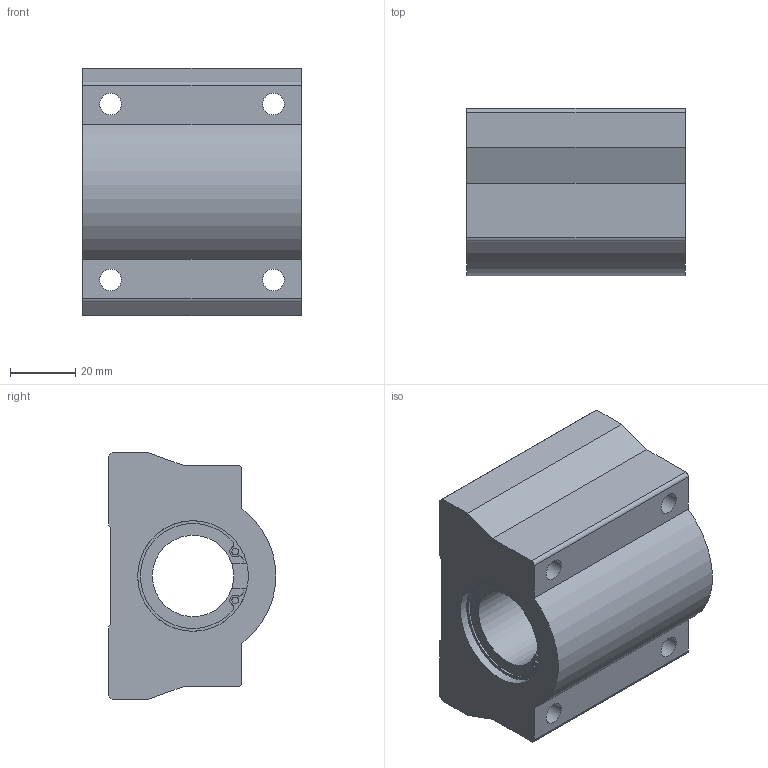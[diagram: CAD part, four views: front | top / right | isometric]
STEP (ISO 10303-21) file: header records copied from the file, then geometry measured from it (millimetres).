
FILE_DESCRIPTION( ( 'STEP AP203' ), '1' );
FILE_NAME( 'SC 25UU.stp', '2019-06-14T07:16:47', ( '' ), ( '' ), ' ', 'PARTsolutions', ' ' );
FILE_SCHEMA( ( 'CONFIG_CONTROL_DESIGN' ) );
Length unit declared in the file: millimetre
Products named in the file (1): _SC 25UU
Bounding box: 67 x 51.41 x 76 mm (x, y, z)
Volume: 173785.1 mm3; surface area: 29591 mm2
Topology: 1 solids, 1 shells, 75 faces, 201 edges, 132 vertices
Faces by surface type: plane 39, cylinder 32, cone 4
Full cylindrical faces by diameter (mm): 2.04 x4, 6.647 x4, 25 x1, 34 x2
Entity records: 2330 total; most frequent: DIRECTION 408, CARTESIAN_POINT 390, ORIENTED_EDGE 368, EDGE_CURVE 184, AXIS2_PLACEMENT_3D 148, VERTEX_POINT 130, LINE 112, VECTOR 112
